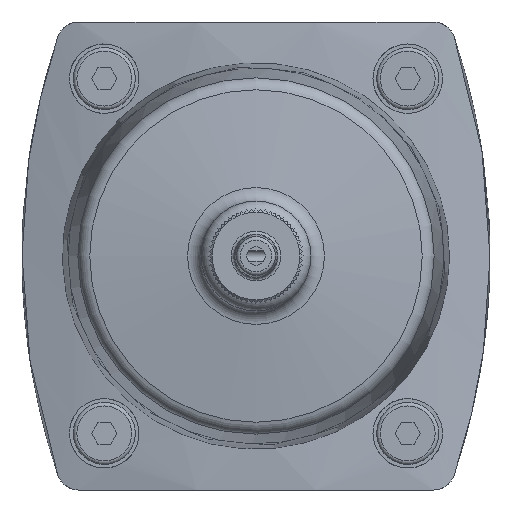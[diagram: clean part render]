
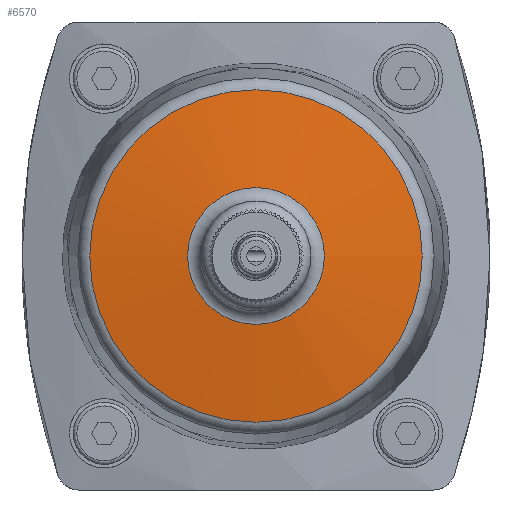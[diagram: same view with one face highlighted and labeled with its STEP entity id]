
A CAD part, front view. The second image highlights one B-rep face of the part: STEP entity #6570.
In plain terms, the highlighted toroidal (fillet/blend) face has major radius 0.731 mm and minor radius 120 mm.
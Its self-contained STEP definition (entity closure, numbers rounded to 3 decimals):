
#60=DEGENERATE_TOROIDAL_SURFACE('',#7123,0.731,120.,
 .T.);
#457=CIRCLE('',#7122,22.737);
#458=CIRCLE('',#7124,9.356);
#1627=ORIENTED_EDGE('',*,*,#3455,.T.);
#1628=ORIENTED_EDGE('',*,*,#3456,.F.);
#3455=EDGE_CURVE('',#4377,#4377,#457,.T.);
#3456=EDGE_CURVE('',#4378,#4378,#458,.T.);
#4377=VERTEX_POINT('',#10135);
#4378=VERTEX_POINT('',#10138);
#5301=EDGE_LOOP('',(#1627));
#5302=EDGE_LOOP('',(#1628));
#5905=FACE_BOUND('',#5301,.T.);
#5906=FACE_BOUND('',#5302,.T.);
#6570=ADVANCED_FACE('',(#5905,#5906),#60,.T.);
#7122=AXIS2_PLACEMENT_3D('',#10134,#7951,#7952);
#7123=AXIS2_PLACEMENT_3D('',#10136,#7953,#7954);
#7124=AXIS2_PLACEMENT_3D('',#10137,#7955,#7956);
#7951=DIRECTION('',(0.,-1.,0.));
#7952=DIRECTION('',(0.,0.,-1.));
#7953=DIRECTION('',(0.,-1.,0.));
#7954=DIRECTION('',(0.,0.,-1.));
#7955=DIRECTION('',(0.,-1.,0.));
#7956=DIRECTION('',(0.,0.,-1.));
#10134=CARTESIAN_POINT('',(0.,-97.656,0.));
#10135=CARTESIAN_POINT('',(0.,-97.656,-22.737));
#10136=CARTESIAN_POINT('',(0.,20.309,0.));
#10137=CARTESIAN_POINT('',(0.,-99.381,0.));
#10138=CARTESIAN_POINT('',(0.,-99.381,-9.356));
